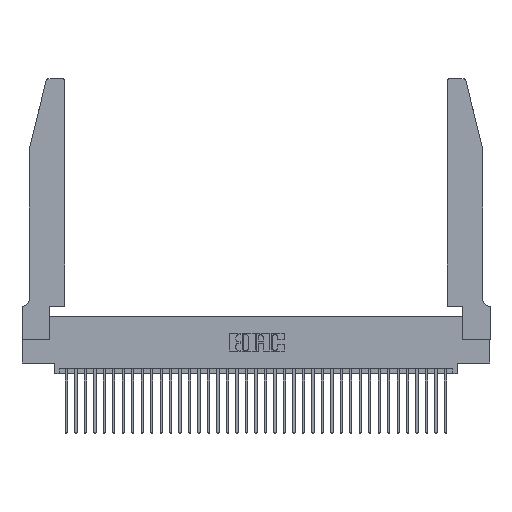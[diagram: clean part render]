
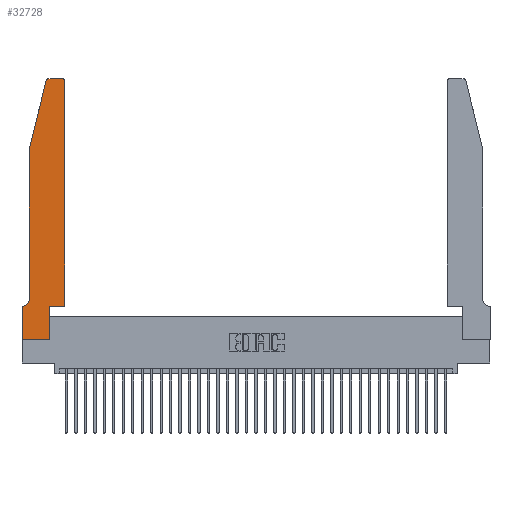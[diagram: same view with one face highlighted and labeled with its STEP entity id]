
A CAD part, top view. The second image highlights one B-rep face of the part: STEP entity #32728.
In plain terms, the highlighted planar face has unit normal (0, 0, 1).
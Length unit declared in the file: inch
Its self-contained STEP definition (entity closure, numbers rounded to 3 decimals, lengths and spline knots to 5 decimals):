
#188 = EDGE_CURVE ( 'NONE', #15637, #6888, #36563, .T. ) ;
#791 = ORIENTED_EDGE ( 'NONE', *, *, #2521, .T. ) ;
#809 = ORIENTED_EDGE ( 'NONE', *, *, #9343, .T. ) ;
#911 = CARTESIAN_POINT ( 'NONE',  ( 0.2865, 0., 0.37 ) ) ;
#1108 = ORIENTED_EDGE ( 'NONE', *, *, #22543, .T. ) ;
#1196 = DIRECTION ( 'NONE',  ( -1., 0., 0. ) ) ;
#1261 = DIRECTION ( 'NONE',  ( 1., 0., 0. ) ) ;
#1755 = DIRECTION ( 'NONE',  ( -0.239, -0.971, 0. ) ) ;
#1975 = CARTESIAN_POINT ( 'NONE',  ( 0.0755, 0.42, 0.37 ) ) ;
#2145 = DIRECTION ( 'NONE',  ( 0., 1., 0. ) ) ;
#2521 = EDGE_CURVE ( 'NONE', #30169, #15637, #7858, .T. ) ;
#2934 = CARTESIAN_POINT ( 'NONE',  ( 0., 0.35, 0.37 ) ) ;
#3494 = VECTOR ( 'NONE', #33849, 39.37008 ) ;
#3783 = CARTESIAN_POINT ( 'NONE',  ( 0.4205, 2.72, 0.37 ) ) ;
#3816 = CARTESIAN_POINT ( 'NONE',  ( 0.0755, 2., 0.37 ) ) ;
#3947 = CARTESIAN_POINT ( 'NONE',  ( 0.0755, 2., 0.37 ) ) ;
#5066 = AXIS2_PLACEMENT_3D ( 'NONE', #3783, #24586, #1261 ) ;
#5069 = EDGE_LOOP ( 'NONE', ( #8947, #35340, #1108, #20660, #15718, #19422, #25843, #809, #17573, #37220, #791, #11596 ) ) ;
#5262 = LINE ( 'NONE', #36040, #34830 ) ;
#5641 = EDGE_CURVE ( 'NONE', #11874, #30169, #12268, .T. ) ;
#6710 = VERTEX_POINT ( 'NONE', #32420 ) ;
#6883 = CARTESIAN_POINT ( 'NONE',  ( 0.284, 2.75, 0.37 ) ) ;
#6888 = VERTEX_POINT ( 'NONE', #19045 ) ;
#7217 = DIRECTION ( 'NONE',  ( 1., 0., 0. ) ) ;
#7858 = LINE ( 'NONE', #25412, #29773 ) ;
#8007 = EDGE_CURVE ( 'NONE', #8028, #10022, #17463, .T. ) ;
#8028 = VERTEX_POINT ( 'NONE', #3947 ) ;
#8393 = DIRECTION ( 'NONE',  ( -1., 0., 0. ) ) ;
#8947 = ORIENTED_EDGE ( 'NONE', *, *, #35826, .T. ) ;
#9343 = EDGE_CURVE ( 'NONE', #19411, #13570, #5262, .T. ) ;
#9563 = VECTOR ( 'NONE', #17152, 39.37008 ) ;
#10022 = VERTEX_POINT ( 'NONE', #1975 ) ;
#10967 = CARTESIAN_POINT ( 'NONE',  ( 0.2865, 0.35, 0.37 ) ) ;
#11113 = VECTOR ( 'NONE', #2145, 39.37008 ) ;
#11209 = VECTOR ( 'NONE', #1755, 39.37008 ) ;
#11596 = ORIENTED_EDGE ( 'NONE', *, *, #188, .T. ) ;
#11754 = VERTEX_POINT ( 'NONE', #6883 ) ;
#11845 = DIRECTION ( 'NONE',  ( 0., 0., 1. ) ) ;
#11874 = VERTEX_POINT ( 'NONE', #21763 ) ;
#11985 = FACE_OUTER_BOUND ( 'NONE', #5069, .T. ) ;
#12002 = LINE ( 'NONE', #10967, #11113 ) ;
#12268 = LINE ( 'NONE', #36674, #3494 ) ;
#13183 = LINE ( 'NONE', #22715, #34070 ) ;
#13570 = VERTEX_POINT ( 'NONE', #911 ) ;
#14181 = VERTEX_POINT ( 'NONE', #17739 ) ;
#14257 = CARTESIAN_POINT ( 'NONE',  ( 0.2605, 2.75, 0.37 ) ) ;
#15637 = VERTEX_POINT ( 'NONE', #18912 ) ;
#15718 = ORIENTED_EDGE ( 'NONE', *, *, #17775, .T. ) ;
#16011 = VERTEX_POINT ( 'NONE', #2934 ) ;
#16152 = DIRECTION ( 'NONE',  ( 0., -1., 0. ) ) ;
#16333 = CARTESIAN_POINT ( 'NONE',  ( 0.0755, 2., 0.37 ) ) ;
#17152 = DIRECTION ( 'NONE',  ( -1., 0., 0. ) ) ;
#17197 = CARTESIAN_POINT ( 'NONE',  ( 0.4505, 0.35, 0.37 ) ) ;
#17463 = LINE ( 'NONE', #3816, #25021 ) ;
#17573 = ORIENTED_EDGE ( 'NONE', *, *, #24660, .T. ) ;
#17739 = CARTESIAN_POINT ( 'NONE',  ( 0.25487, 2.72718, 0.37 ) ) ;
#17775 = EDGE_CURVE ( 'NONE', #10022, #6710, #28543, .T. ) ;
#18362 = DIRECTION ( 'NONE',  ( 0., -1., 0. ) ) ;
#18693 = DIRECTION ( 'NONE',  ( 0., 0., -1. ) ) ;
#18912 = CARTESIAN_POINT ( 'NONE',  ( 0.4505, 2.72, 0.37 ) ) ;
#19045 = CARTESIAN_POINT ( 'NONE',  ( 0.4205, 2.75, 0.37 ) ) ;
#19411 = VERTEX_POINT ( 'NONE', #32159 ) ;
#19422 = ORIENTED_EDGE ( 'NONE', *, *, #34714, .T. ) ;
#20660 = ORIENTED_EDGE ( 'NONE', *, *, #8007, .T. ) ;
#21763 = CARTESIAN_POINT ( 'NONE',  ( 0.2865, 0.35, 0.37 ) ) ;
#22543 = EDGE_CURVE ( 'NONE', #14181, #8028, #27299, .T. ) ;
#22715 = CARTESIAN_POINT ( 'NONE',  ( 0.0755, 0.35, 0.37 ) ) ;
#24458 = DIRECTION ( 'NONE',  ( 0., 0., 1. ) ) ;
#24586 = DIRECTION ( 'NONE',  ( 0., 0., 1. ) ) ;
#24660 = EDGE_CURVE ( 'NONE', #13570, #11874, #12002, .T. ) ;
#24790 = LINE ( 'NONE', #14257, #9563 ) ;
#24845 = AXIS2_PLACEMENT_3D ( 'NONE', #35614, #18693, #1196 ) ;
#25021 = VECTOR ( 'NONE', #18362, 39.37008 ) ;
#25396 = AXIS2_PLACEMENT_3D ( 'NONE', #28920, #11845, #31717 ) ;
#25412 = CARTESIAN_POINT ( 'NONE',  ( 0.4505, 0.35, 0.37 ) ) ;
#25843 = ORIENTED_EDGE ( 'NONE', *, *, #26687, .T. ) ;
#26687 = EDGE_CURVE ( 'NONE', #16011, #19411, #36723, .T. ) ;
#27299 = LINE ( 'NONE', #16333, #11209 ) ;
#27653 = CIRCLE ( 'NONE', #25396, 0.03 ) ;
#27710 = DIRECTION ( 'NONE',  ( 1., 0., 0. ) ) ;
#28543 = CIRCLE ( 'NONE', #24845, 0.07 ) ;
#28920 = CARTESIAN_POINT ( 'NONE',  ( 0.284, 2.72, 0.37 ) ) ;
#29773 = VECTOR ( 'NONE', #31052, 39.37008 ) ;
#30169 = VERTEX_POINT ( 'NONE', #17197 ) ;
#30350 = AXIS2_PLACEMENT_3D ( 'NONE', #35666, #24458, #7217 ) ;
#31052 = DIRECTION ( 'NONE',  ( 0., 1., 0. ) ) ;
#31717 = DIRECTION ( 'NONE',  ( 1., 0., 0. ) ) ;
#32159 = CARTESIAN_POINT ( 'NONE',  ( 0., 0., 0.37 ) ) ;
#32420 = CARTESIAN_POINT ( 'NONE',  ( 0.0055, 0.35, 0.37 ) ) ;
#32439 = EDGE_CURVE ( 'NONE', #11754, #14181, #27653, .T. ) ;
#32728 = ADVANCED_FACE ( 'NONE', ( #11985 ), #32853, .T. ) ;
#32853 = PLANE ( 'NONE',  #30350 ) ;
#32913 = CARTESIAN_POINT ( 'NONE',  ( 0., 0., 0.37 ) ) ;
#33849 = DIRECTION ( 'NONE',  ( 1., 0., 0. ) ) ;
#34070 = VECTOR ( 'NONE', #8393, 39.37008 ) ;
#34714 = EDGE_CURVE ( 'NONE', #6710, #16011, #13183, .T. ) ;
#34830 = VECTOR ( 'NONE', #27710, 39.37008 ) ;
#35340 = ORIENTED_EDGE ( 'NONE', *, *, #32439, .T. ) ;
#35614 = CARTESIAN_POINT ( 'NONE',  ( 0.0055, 0.42, 0.37 ) ) ;
#35666 = CARTESIAN_POINT ( 'NONE',  ( 0., 0.35, 0.37 ) ) ;
#35826 = EDGE_CURVE ( 'NONE', #6888, #11754, #24790, .T. ) ;
#35829 = VECTOR ( 'NONE', #16152, 39.37008 ) ;
#36040 = CARTESIAN_POINT ( 'NONE',  ( 0., 0., 0.37 ) ) ;
#36563 = CIRCLE ( 'NONE', #5066, 0.03 ) ;
#36674 = CARTESIAN_POINT ( 'NONE',  ( 0.4505, 0.35, 0.37 ) ) ;
#36723 = LINE ( 'NONE', #32913, #35829 ) ;
#37220 = ORIENTED_EDGE ( 'NONE', *, *, #5641, .T. ) ;
